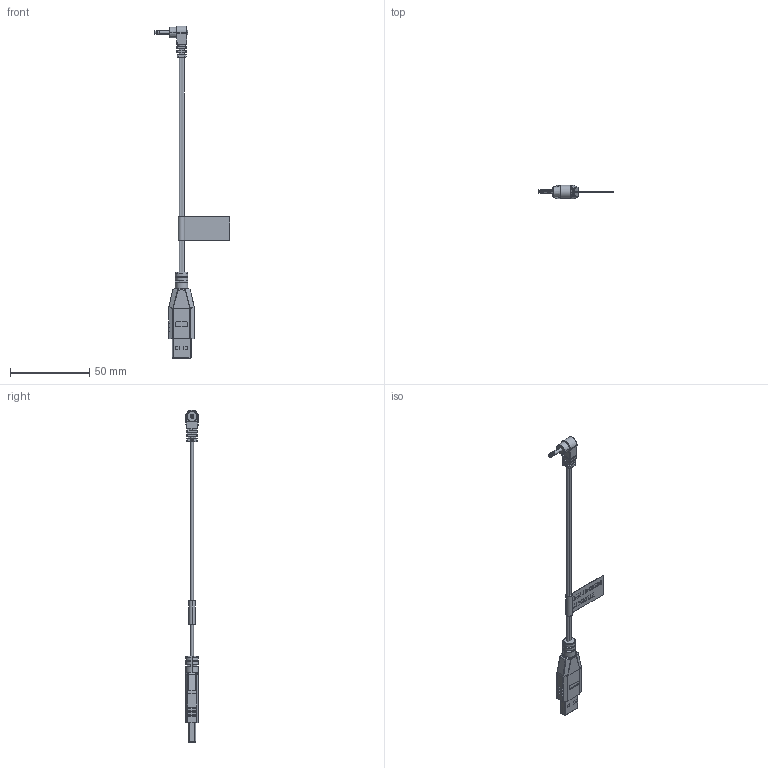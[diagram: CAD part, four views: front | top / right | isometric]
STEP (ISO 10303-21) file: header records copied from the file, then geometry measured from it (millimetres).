
FILE_DESCRIPTION (( 'STEP AP214' ), '1' );
FILE_NAME ('10-00258_revA3.STEP', '2016-03-31T22:42:22', ( 'Joel' ), ( 'Microsoft' ), 'SwSTEP 2.0', 'SolidWorks 2015', '' );
FILE_SCHEMA (( 'AUTOMOTIVE_DESIGN' ));
Length unit declared in the file: millimetre
Products named in the file (13): Label 258; 50-00030; 50-00030 shell; 50-00030 pin; 50-00030 insulator; 50-00030 block; 50-00425; 50-00425 shell; 50-00425 insulator; 24-00023; 24-00063___; 30-00008_wbc; 10-00258_revA3
Assembly tree (12 placements, depth 3):
  10-00258_revA3
    30-00008_wbc
    24-00063___
    24-00023
    50-00425
      50-00425 insulator
      50-00425 shell
    50-00030
      50-00030 block
      50-00030 insulator
      50-00030 pin
      50-00030 shell
    Label 258
Bounding box: 47.8 x 8.4 x 209.5 mm (x, y, z)
Volume: 7219.2 mm3; surface area: 12519.7 mm2
Topology: 60 solids, 60 shells, 1243 faces, 2978 edges, 1889 vertices
Faces by surface type: plane 602, cylinder 320, bspline 250, cone 40, torus 27, sphere 4
Entity records: 52284 total; most frequent: CARTESIAN_POINT 16811, ORIENTED_EDGE 5928, DIRECTION 4979, EDGE_CURVE 2964, VERTEX_POINT 1889, AXIS2_PLACEMENT_3D 1661, LINE 1657, VECTOR 1657
